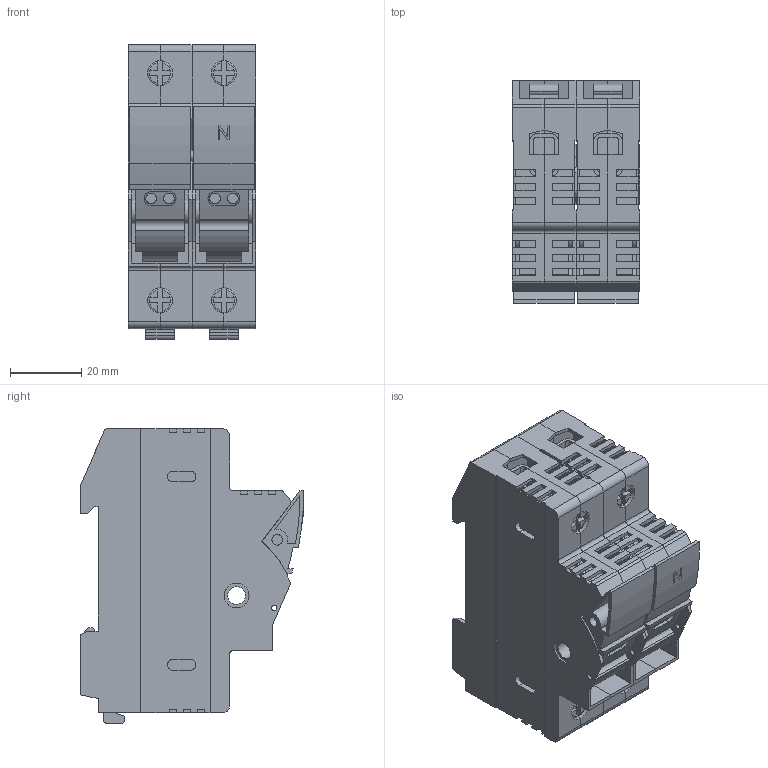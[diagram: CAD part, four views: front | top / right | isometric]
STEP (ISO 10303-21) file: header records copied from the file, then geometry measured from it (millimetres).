
FILE_DESCRIPTION((''),'2;1');
FILE_NAME('31111000.stp','2013-10-31T15:44:21',('Alois Weiner'),(''),'Autodesk Inventor 2013','Autodesk Inventor 2013','');
FILE_SCHEMA(('AUTOMOTIVE_DESIGN { 1 0 10303 214 1 1 1 1 }'));
Length unit declared in the file: millimetre
Products named in the file (10): 31111000; 31110000; 77196000; 77197000; 77198000; 71292000; 31258000; 78981000; 79614000; 77202000
Assembly tree (16 placements, depth 3):
  31111000
    31110000
      77196000
      77197000
      77198000
      71292000  x2
    31258000
      77196000
      77197000
      77198000
      71292000  x2
      78981000
    79614000  x2
    77202000
Bounding box: 36 x 62.84 x 83 mm (x, y, z)
Volume: 57182.9 mm3; surface area: 64778.6 mm2
Topology: 14 solids, 14 shells, 1547 faces, 4485 edges, 2958 vertices
Faces by surface type: plane 1114, bspline 222, cylinder 203, torus 8
Full cylindrical faces by diameter (mm): 1.5 x4, 3 x7, 4 x10, 5 x2, 7 x8, 8 x4, 14 x2, 16 x2
Entity records: 25170 total; most frequent: CARTESIAN_POINT 5939, ORIENTED_EDGE 4240, DIRECTION 3399, EDGE_CURVE 2120, VECTOR 1677, LINE 1677, VERTEX_POINT 1409, AXIS2_PLACEMENT_3D 861
